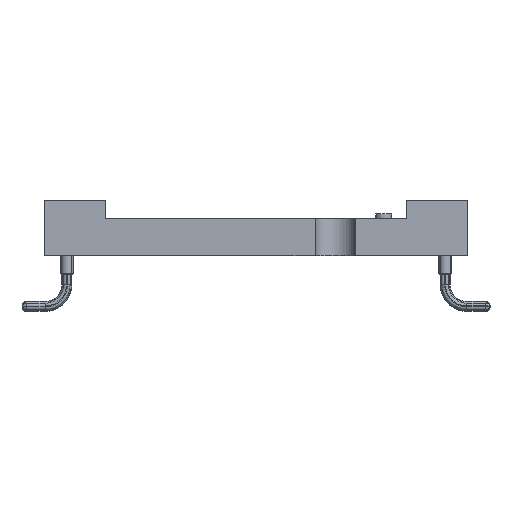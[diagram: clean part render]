
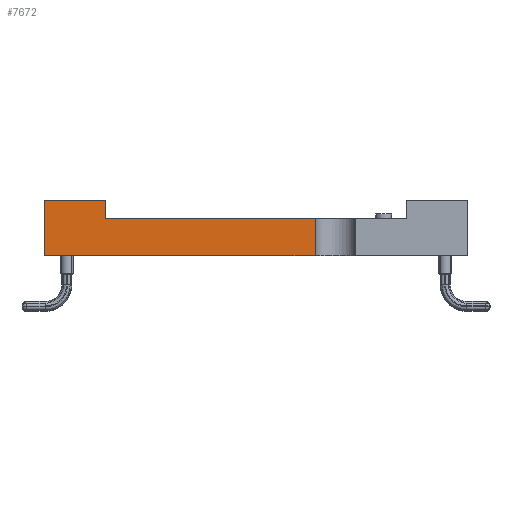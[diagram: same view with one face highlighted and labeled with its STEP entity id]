
A CAD part, left-side view. The second image highlights one B-rep face of the part: STEP entity #7672.
In plain terms, the highlighted planar face has unit normal (-1, 0, 0).
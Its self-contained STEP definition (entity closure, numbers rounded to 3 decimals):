
#5869 = VERTEX_POINT('',#5870);
#5870 = CARTESIAN_POINT('',(-28.6,7.58,4.67));
#5878 = EDGE_CURVE('',#5869,#5879,#5881,.T.);
#5879 = VERTEX_POINT('',#5880);
#5880 = CARTESIAN_POINT('',(-28.6,-2.975,4.67));
#5881 = LINE('',#5882,#5883);
#5882 = CARTESIAN_POINT('',(-28.6,-9.125,4.67));
#5883 = VECTOR('',#5884,1.);
#5884 = DIRECTION('',(0.,-1.,0.));
#5920 = EDGE_CURVE('',#5921,#5879,#5923,.T.);
#5921 = VERTEX_POINT('',#5922);
#5922 = CARTESIAN_POINT('',(-28.6,-2.975,2.8));
#5923 = LINE('',#5924,#5925);
#5924 = CARTESIAN_POINT('',(-28.6,-2.975,0.));
#5925 = VECTOR('',#5926,1.);
#5926 = DIRECTION('',(0.,0.,1.));
#5963 = VERTEX_POINT('',#5964);
#5964 = CARTESIAN_POINT('',(-28.6,10.67,2.8));
#5970 = EDGE_CURVE('',#5921,#5963,#5971,.T.);
#5971 = LINE('',#5972,#5973);
#5972 = CARTESIAN_POINT('',(-28.6,-10.67,2.8));
#5973 = VECTOR('',#5974,1.);
#5974 = DIRECTION('',(0.,1.,0.));
#7654 = EDGE_CURVE('',#5869,#7655,#7657,.T.);
#7655 = VERTEX_POINT('',#7656);
#7656 = CARTESIAN_POINT('',(-28.6,7.58,5.59));
#7657 = LINE('',#7658,#7659);
#7658 = CARTESIAN_POINT('',(-28.6,7.58,3.735));
#7659 = VECTOR('',#7660,1.);
#7660 = DIRECTION('',(0.,0.,1.));
#7672 = ADVANCED_FACE('',(#7673),#7693,.F.);
#7673 = FACE_BOUND('',#7674,.F.);
#7674 = EDGE_LOOP('',(#7675,#7676,#7677,#7685,#7691,#7692));
#7675 = ORIENTED_EDGE('',*,*,#5920,.F.);
#7676 = ORIENTED_EDGE('',*,*,#5970,.T.);
#7677 = ORIENTED_EDGE('',*,*,#7678,.T.);
#7678 = EDGE_CURVE('',#5963,#7679,#7681,.T.);
#7679 = VERTEX_POINT('',#7680);
#7680 = CARTESIAN_POINT('',(-28.6,10.67,5.59));
#7681 = LINE('',#7682,#7683);
#7682 = CARTESIAN_POINT('',(-28.6,10.67,2.8));
#7683 = VECTOR('',#7684,1.);
#7684 = DIRECTION('',(0.,0.,1.));
#7685 = ORIENTED_EDGE('',*,*,#7686,.F.);
#7686 = EDGE_CURVE('',#7655,#7679,#7687,.T.);
#7687 = LINE('',#7688,#7689);
#7688 = CARTESIAN_POINT('',(-28.6,-10.67,5.59));
#7689 = VECTOR('',#7690,1.);
#7690 = DIRECTION('',(0.,1.,0.));
#7691 = ORIENTED_EDGE('',*,*,#7654,.F.);
#7692 = ORIENTED_EDGE('',*,*,#5878,.T.);
#7693 = PLANE('',#7694);
#7694 = AXIS2_PLACEMENT_3D('',#7695,#7696,#7697);
#7695 = CARTESIAN_POINT('',(-28.6,-10.67,2.8));
#7696 = DIRECTION('',(1.,0.,0.));
#7697 = DIRECTION('',(0.,0.,1.));
